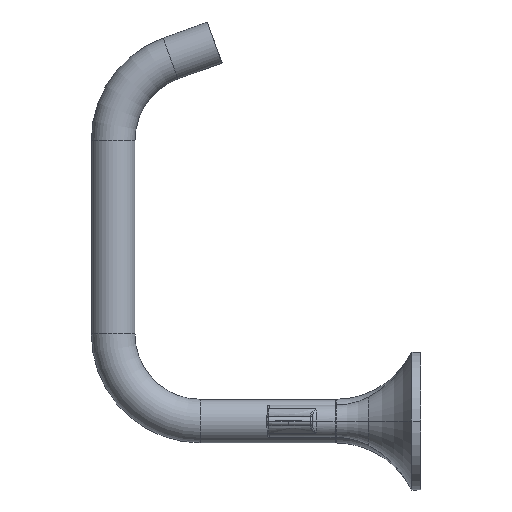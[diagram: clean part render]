
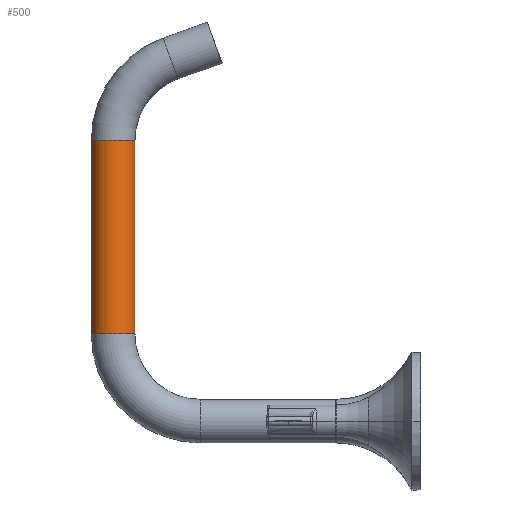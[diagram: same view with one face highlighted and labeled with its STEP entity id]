
A CAD part, left-side view. The second image highlights one B-rep face of the part: STEP entity #500.
In plain terms, the highlighted cylindrical face has radius 9.5 mm (diameter 19 mm), a partial arc.
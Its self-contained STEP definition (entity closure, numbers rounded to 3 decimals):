
#25 = CARTESIAN_POINT ( 'NONE',  ( 0., 97., 38. ) ) ;
#94 = EDGE_CURVE ( 'NONE', #1345, #2735, #2321, .T. ) ;
#177 = DIRECTION ( 'NONE',  ( 0., 0., 1. ) ) ;
#219 = DIRECTION ( 'NONE',  ( 0., 0., 1. ) ) ;
#350 = AXIS2_PLACEMENT_3D ( 'NONE', #515, #969, #697 ) ;
#353 = CARTESIAN_POINT ( 'NONE',  ( 0., 87.5, 38. ) ) ;
#430 = VERTEX_POINT ( 'NONE', #1755 ) ;
#500 = ADVANCED_FACE ( 'NONE', ( #1997 ), #2632, .T. ) ;
#515 = CARTESIAN_POINT ( 'NONE',  ( 0., 97., 38. ) ) ;
#697 = DIRECTION ( 'NONE',  ( 0., -1., 0. ) ) ;
#708 = CIRCLE ( 'NONE', #1623, 9.5 ) ;
#787 = VERTEX_POINT ( 'NONE', #2466 ) ;
#969 = DIRECTION ( 'NONE',  ( 0., 0., 1. ) ) ;
#1001 = DIRECTION ( 'NONE',  ( 0., -1., 0. ) ) ;
#1106 = CARTESIAN_POINT ( 'NONE',  ( 0., 87.5, 122.306 ) ) ;
#1285 = LINE ( 'NONE', #353, #1577 ) ;
#1345 = VERTEX_POINT ( 'NONE', #2331 ) ;
#1406 = ORIENTED_EDGE ( 'NONE', *, *, #2686, .T. ) ;
#1450 = DIRECTION ( 'NONE',  ( 0., 0., 1. ) ) ;
#1571 = DIRECTION ( 'NONE',  ( 0., 0., 1. ) ) ;
#1577 = VECTOR ( 'NONE', #1450, 1000. ) ;
#1614 = ORIENTED_EDGE ( 'NONE', *, *, #2113, .F. ) ;
#1623 = AXIS2_PLACEMENT_3D ( 'NONE', #25, #1571, #2418 ) ;
#1660 = AXIS2_PLACEMENT_3D ( 'NONE', #2110, #177, #1001 ) ;
#1710 = CARTESIAN_POINT ( 'NONE',  ( 0., 106.5, 38. ) ) ;
#1755 = CARTESIAN_POINT ( 'NONE',  ( 0., 87.5, 38. ) ) ;
#1804 = EDGE_LOOP ( 'NONE', ( #1614, #2718, #1406, #2684 ) ) ;
#1857 = VECTOR ( 'NONE', #219, 1000. ) ;
#1997 = FACE_OUTER_BOUND ( 'NONE', #1804, .T. ) ;
#2110 = CARTESIAN_POINT ( 'NONE',  ( 0., 97., 122.306 ) ) ;
#2113 = EDGE_CURVE ( 'NONE', #787, #1345, #2582, .T. ) ;
#2321 = CIRCLE ( 'NONE', #1660, 9.5 ) ;
#2331 = CARTESIAN_POINT ( 'NONE',  ( 0., 106.5, 122.306 ) ) ;
#2418 = DIRECTION ( 'NONE',  ( 0., -1., 0. ) ) ;
#2466 = CARTESIAN_POINT ( 'NONE',  ( 0., 106.5, 38. ) ) ;
#2582 = LINE ( 'NONE', #1710, #1857 ) ;
#2632 = CYLINDRICAL_SURFACE ( 'NONE', #350, 9.5 ) ;
#2684 = ORIENTED_EDGE ( 'NONE', *, *, #94, .F. ) ;
#2686 = EDGE_CURVE ( 'NONE', #430, #2735, #1285, .T. ) ;
#2696 = EDGE_CURVE ( 'NONE', #787, #430, #708, .T. ) ;
#2718 = ORIENTED_EDGE ( 'NONE', *, *, #2696, .T. ) ;
#2735 = VERTEX_POINT ( 'NONE', #1106 ) ;
